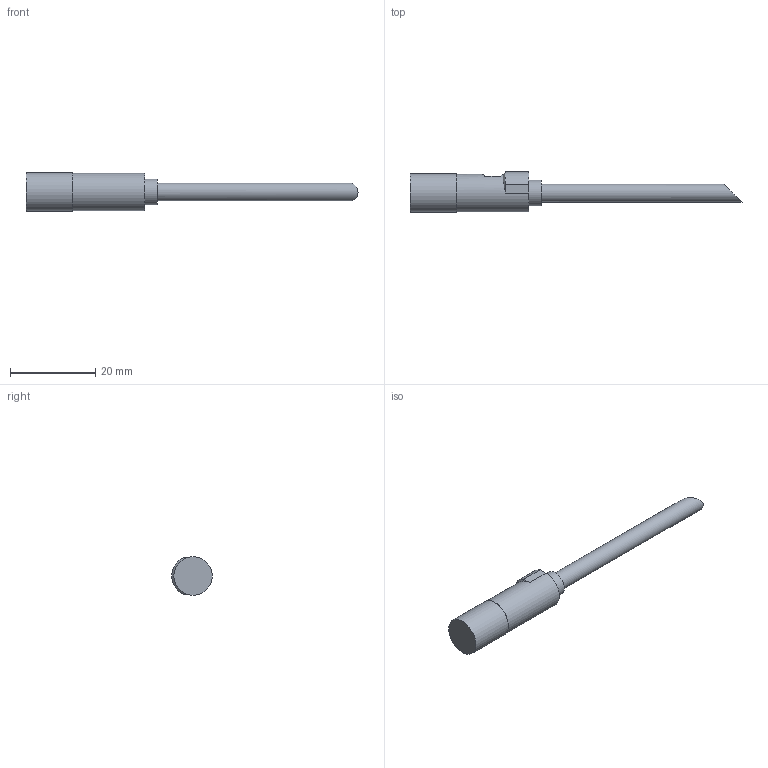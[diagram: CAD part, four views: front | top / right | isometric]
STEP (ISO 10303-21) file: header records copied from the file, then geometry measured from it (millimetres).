
FILE_DESCRIPTION(/* description */ ('STEP AP214'),/* implementation_level */ '2;1');
FILE_NAME(/* name */ '161775_CRSMEO-4-K-LED-24',/* time_stamp */ '2024-07-30T07:57:33+02:00',/* author */ ('License CC BY-ND 4.0'),/* organization */ ('CADENAS'),/* preprocessor_version */ 'ST-DEVELOPER v19.3',/* originating_system */ 'PARTsolutions',/* authorisation */ ' ');
FILE_SCHEMA (('AUTOMOTIVE_DESIGN {1 0 10303 214 3 1 1}'));
Length unit declared in the file: millimetre
Products named in the file (1): 161775 CRSMEO-4-K-LED-24
Bounding box: 77.8 x 9.5 x 9 mm (x, y, z)
Volume: 2457.2 mm3; surface area: 1576.5 mm2
Topology: 1 solids, 1 shells, 28 faces, 61 edges, 40 vertices
Faces by surface type: plane 18, cylinder 9, cone 1
Full cylindrical faces by diameter (mm): 4.2 x1, 6 x1, 8.8 x1, 9 x1
Entity records: 969 total; most frequent: CARTESIAN_POINT 136, DIRECTION 134, ORIENTED_EDGE 112, EDGE_CURVE 56, AXIS2_PLACEMENT_3D 53, VERTEX_POINT 39, EDGE_LOOP 37, FACE_BOUND 37
